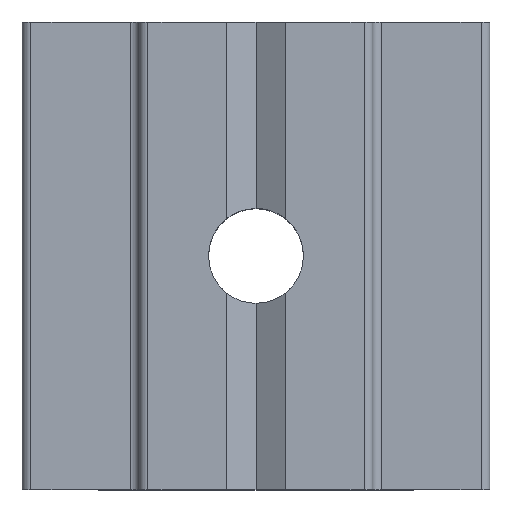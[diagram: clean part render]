
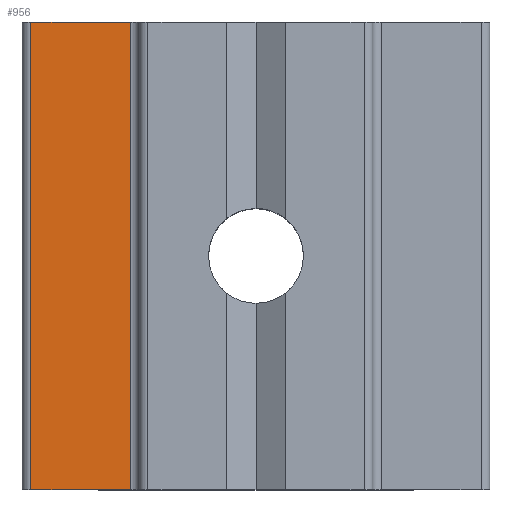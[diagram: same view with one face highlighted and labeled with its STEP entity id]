
A CAD part, top view. The second image highlights one B-rep face of the part: STEP entity #956.
In plain terms, the highlighted planar face has unit normal (0, 0, 1).
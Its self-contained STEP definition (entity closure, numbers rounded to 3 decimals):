
#4 = CARTESIAN_POINT ( 'NONE',  ( -8., 8., 0. ) ) ;
#19 = LINE ( 'NONE', #4, #424 ) ;
#54 = DIRECTION ( 'NONE',  ( 0., 0., -1. ) ) ;
#66 = LINE ( 'NONE', #826, #916 ) ;
#78 = CARTESIAN_POINT ( 'NONE',  ( -7.7, 8., 0. ) ) ;
#86 = VERTEX_POINT ( 'NONE', #950 ) ;
#118 = ORIENTED_EDGE ( 'NONE', *, *, #668, .T. ) ;
#149 = DIRECTION ( 'NONE',  ( 0., -1., 0. ) ) ;
#155 = VERTEX_POINT ( 'NONE', #958 ) ;
#216 = VERTEX_POINT ( 'NONE', #801 ) ;
#233 = LINE ( 'NONE', #560, #1032 ) ;
#255 = DIRECTION ( 'NONE',  ( 1., 0., 0. ) ) ;
#260 = EDGE_CURVE ( 'NONE', #518, #86, #19, .T. ) ;
#328 = EDGE_CURVE ( 'NONE', #155, #518, #569, .T. ) ;
#424 = VECTOR ( 'NONE', #255, 1000. ) ;
#438 = VECTOR ( 'NONE', #735, 1000. ) ;
#518 = VERTEX_POINT ( 'NONE', #78 ) ;
#519 = FACE_OUTER_BOUND ( 'NONE', #886, .T. ) ;
#547 = PLANE ( 'NONE',  #662 ) ;
#556 = CARTESIAN_POINT ( 'NONE',  ( -8., -8., 0. ) ) ;
#560 = CARTESIAN_POINT ( 'NONE',  ( -4.3, -8., 0. ) ) ;
#569 = LINE ( 'NONE', #585, #438 ) ;
#585 = CARTESIAN_POINT ( 'NONE',  ( -7.7, -8., 0. ) ) ;
#627 = DIRECTION ( 'NONE',  ( 0., 1., 0. ) ) ;
#662 = AXIS2_PLACEMENT_3D ( 'NONE', #556, #54, #627 ) ;
#668 = EDGE_CURVE ( 'NONE', #155, #216, #66, .T. ) ;
#726 = ORIENTED_EDGE ( 'NONE', *, *, #260, .F. ) ;
#735 = DIRECTION ( 'NONE',  ( 0., 1., 0. ) ) ;
#784 = ORIENTED_EDGE ( 'NONE', *, *, #328, .F. ) ;
#801 = CARTESIAN_POINT ( 'NONE',  ( -4.3, -8., 0. ) ) ;
#826 = CARTESIAN_POINT ( 'NONE',  ( -8., -8., 0. ) ) ;
#829 = DIRECTION ( 'NONE',  ( 1., 0., 0. ) ) ;
#886 = EDGE_LOOP ( 'NONE', ( #1015, #726, #784, #118 ) ) ;
#916 = VECTOR ( 'NONE', #829, 1000. ) ;
#918 = EDGE_CURVE ( 'NONE', #86, #216, #233, .T. ) ;
#950 = CARTESIAN_POINT ( 'NONE',  ( -4.3, 8., 0. ) ) ;
#956 = ADVANCED_FACE ( 'NONE', ( #519 ), #547, .F. ) ;
#958 = CARTESIAN_POINT ( 'NONE',  ( -7.7, -8., 0. ) ) ;
#1015 = ORIENTED_EDGE ( 'NONE', *, *, #918, .F. ) ;
#1032 = VECTOR ( 'NONE', #149, 1000. ) ;
